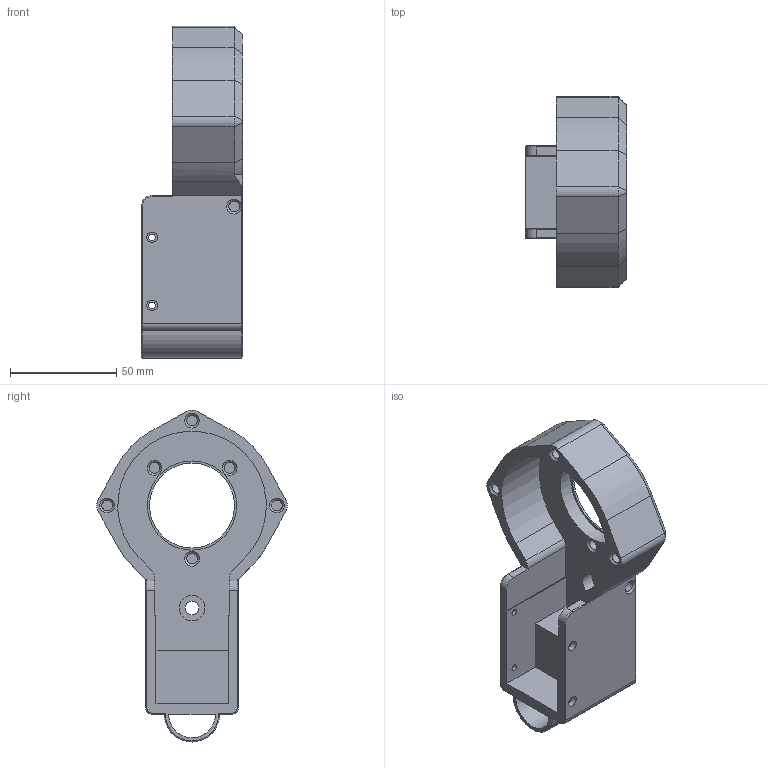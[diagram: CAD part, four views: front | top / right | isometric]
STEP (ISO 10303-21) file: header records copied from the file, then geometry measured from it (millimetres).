
FILE_DESCRIPTION(/* description */ (''),/* implementation_level */ '2;1');
FILE_NAME(/* name */ 'elbow_box.step',/* time_stamp */ '2026-02-16T15:31:20-08:00',/* author */ (''),/* organization */ (''),/* preprocessor_version */ 'ST-DEVELOPER v20.1',/* originating_system */ 'Autodesk Translation Framework v14.24.0.0',/* authorisation */ '');
FILE_SCHEMA (('AUTOMOTIVE_DESIGN { 1 0 10303 214 3 1 1 }'));
Length unit declared in the file: millimetre
Products named in the file (4): Manuel 1.0; V4 robot arm; Elbow (2); Elbow box
Assembly tree (3 placements, depth 4):
  Manuel 1.0
    V4 robot arm
      Elbow (2)
        Elbow box
Bounding box: 47.6 x 89.92 x 156.21 mm (x, y, z)
Volume: 130142.9 mm3; surface area: 43317 mm2
Topology: 1 solids, 1 shells, 123 faces, 287 edges, 178 vertices
Faces by surface type: plane 56, cylinder 42, cone 18, torus 5, bspline 2
Full cylindrical faces by diameter (mm): 3.1 x4, 5 x12, 6.4 x1, 12 x1, 40 x1, 42 x1
Entity records: 3655 total; most frequent: CARTESIAN_POINT 668, DIRECTION 638, ORIENTED_EDGE 574, EDGE_CURVE 287, AXIS2_PLACEMENT_3D 235, VERTEX_POINT 178, LINE 168, VECTOR 168
